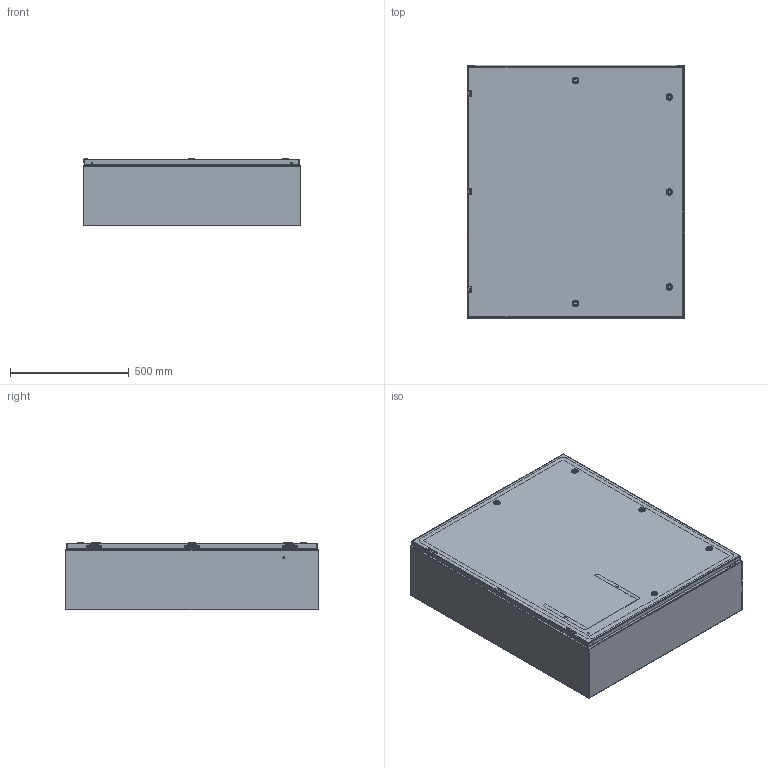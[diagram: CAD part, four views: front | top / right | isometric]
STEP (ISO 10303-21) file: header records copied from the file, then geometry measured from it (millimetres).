
FILE_DESCRIPTION (( 'STEP AP203' ), '1' );
FILE_NAME ('SCE-42EL3610LPLG.step', '2021-02-09T16:25:33', ( 'ADC123' ), ( 'Microsoft' ), 'SwSTEP 2.0', 'SolidWorks 2019', '' );
FILE_SCHEMA (( 'CONFIG_CONTROL_DESIGN' ));
Products named in the file (1): SCE-42EL3610LPLG
Bounding box: 914.4 x 1066.8 x 285.25 mm (x, y, z)
Surface area: 8636446.2 mm2 (no closed solid volume)
Topology: 0 solids, 81 shells, 4774 faces, 12298 edges, 7706 vertices
Faces by surface type: plane 2327, cylinder 1328, bspline 959, cone 111, torus 49
Full cylindrical faces by diameter (mm): 1.016 x3, 3.454 x3, 3.962 x3, 3.978 x3, 4.318 x9, 4.369 x6, 4.775 x4, 4.978 x12, 5 x5, 5.182 x6, 5.207 x6, 5.232 x6, 5.5 x5, 5.537 x3, 6.096 x6, 6.198 x6, 6.299 x4, 6.35 x6, 6.363 x2, 6.756 x6, 7.137 x4, 8.433 x8, 9.296 x8, 9.322 x8, 9.525 x6, 9.9 x5, 10 x5, 11.112 x4, 12.7 x8, 12.8 x5
Entity records: 196024 total; most frequent: CARTESIAN_POINT 91409, ORIENTED_EDGE 23037, DIRECTION 18966, EDGE_CURVE 11534, VERTEX_POINT 7480, AXIS2_PLACEMENT_3D 6479, LINE 6008, VECTOR 6008
